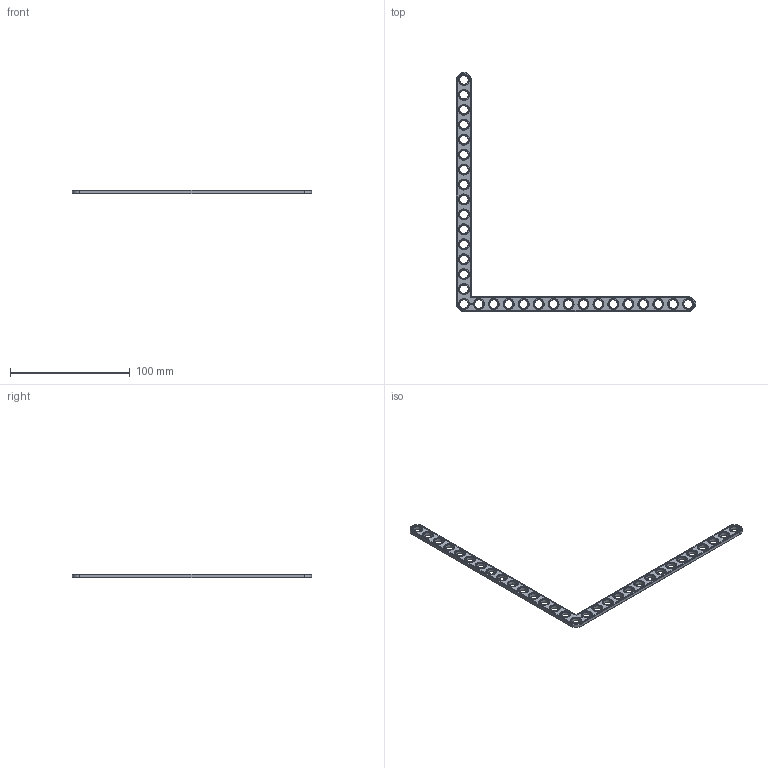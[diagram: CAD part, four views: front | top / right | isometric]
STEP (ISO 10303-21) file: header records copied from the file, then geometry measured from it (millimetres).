
FILE_DESCRIPTION(('FreeCAD Model'),'2;1');
FILE_NAME('Open CASCADE Shape Model','2024-02-09T22:24:34',(''),(''), 'Open CASCADE STEP processor 7.6','FreeCAD','Unknown');
FILE_SCHEMA(('AUTOMOTIVE_DESIGN { 1 0 10303 214 1 1 1 1 }'));
Length unit declared in the file: millimetre
Products named in the file (1): Brace AGD 90 SYM ERR BU16x00.25 - SPN-BRC-0624 (stemfie.org)
Bounding box: 200 x 200 x 3.12 mm (x, y, z)
Volume: 10767.8 mm3; surface area: 11633.3 mm2
Topology: 1 solids, 1 shells, 695 faces, 1805 edges, 1178 vertices
Faces by surface type: plane 367, extrusion 192, cone 68, cylinder 68
Full cylindrical faces by diameter (mm): 7 x31, 9.2 x31
Entity records: 46176 total; most frequent: CARTESIAN_POINT 11034, DIRECTION 5797, VECTOR 4276, LINE 4084, ORIENTED_EDGE 3610, PCURVE 3610, DEFINITIONAL_REPRESENTATION 3610, EDGE_CURVE 1805
